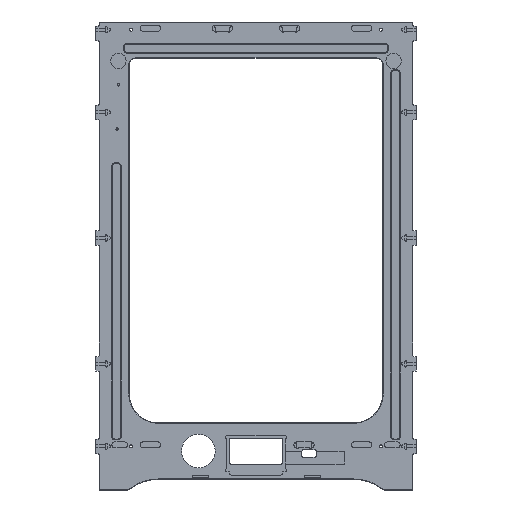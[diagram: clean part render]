
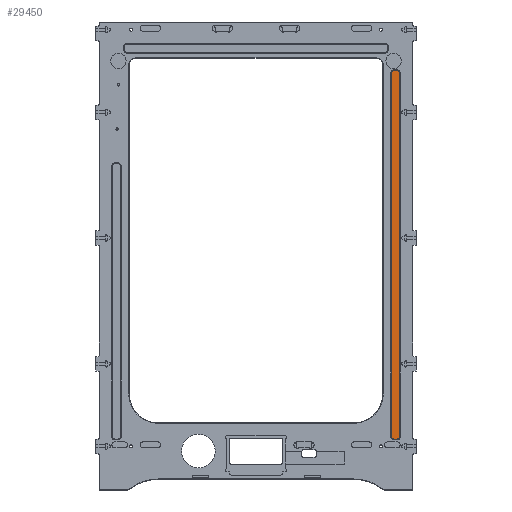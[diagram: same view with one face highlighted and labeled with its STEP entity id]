
A CAD part, top view. The second image highlights one B-rep face of the part: STEP entity #29450.
In plain terms, the highlighted planar face has unit normal (0, 0, 1).
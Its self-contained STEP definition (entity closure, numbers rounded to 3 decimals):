
#376 = LINE ( 'NONE', #31621, #16790 ) ;
#598 = VERTEX_POINT ( 'NONE', #21214 ) ;
#712 = ORIENTED_EDGE ( 'NONE', *, *, #5127, .T. ) ;
#1350 = DIRECTION ( 'NONE',  ( 0., 0., -1. ) ) ;
#1463 = CARTESIAN_POINT ( 'NONE',  ( 146.45, -187.9, -1. ) ) ;
#2420 = VERTEX_POINT ( 'NONE', #5185 ) ;
#4647 = AXIS2_PLACEMENT_3D ( 'NONE', #4887, #16996, #12264 ) ;
#4689 = ORIENTED_EDGE ( 'NONE', *, *, #13623, .F. ) ;
#4860 = CARTESIAN_POINT ( 'NONE',  ( 144.25, 193.098, -1. ) ) ;
#4887 = CARTESIAN_POINT ( 'NONE',  ( 144.25, 190., -1. ) ) ;
#4940 = VERTEX_POINT ( 'NONE', #19077 ) ;
#5127 = EDGE_CURVE ( 'NONE', #17834, #4940, #21820, .T. ) ;
#5185 = CARTESIAN_POINT ( 'NONE',  ( 141.152, -187.9, -1. ) ) ;
#5194 = EDGE_LOOP ( 'NONE', ( #712, #26791, #12567, #24722, #11045, #27330, #5457, #4689 ) ) ;
#5457 = ORIENTED_EDGE ( 'NONE', *, *, #30379, .F. ) ;
#5465 = DIRECTION ( 'NONE',  ( 1., 0., 0. ) ) ;
#5514 = AXIS2_PLACEMENT_3D ( 'NONE', #1463, #1350, #18330 ) ;
#5656 = VECTOR ( 'NONE', #26410, 1000. ) ;
#6155 = CARTESIAN_POINT ( 'NONE',  ( 146.45, 193.098, -1. ) ) ;
#7172 = DIRECTION ( 'NONE',  ( 0., 0., -1. ) ) ;
#8655 = EDGE_CURVE ( 'NONE', #25851, #4940, #10889, .T. ) ;
#9517 = AXIS2_PLACEMENT_3D ( 'NONE', #20796, #25485, #16127 ) ;
#9574 = CARTESIAN_POINT ( 'NONE',  ( 146.45, -187.9, -1. ) ) ;
#10515 = EDGE_CURVE ( 'NONE', #26259, #23772, #23216, .T. ) ;
#10889 = CIRCLE ( 'NONE', #9517, 3.098 ) ;
#11045 = ORIENTED_EDGE ( 'NONE', *, *, #28243, .F. ) ;
#11146 = CARTESIAN_POINT ( 'NONE',  ( 146.45, -190.998, -1. ) ) ;
#11709 = FACE_OUTER_BOUND ( 'NONE', #5194, .T. ) ;
#12264 = DIRECTION ( 'NONE',  ( -1., 0., 0. ) ) ;
#12511 = AXIS2_PLACEMENT_3D ( 'NONE', #14787, #7172, #26713 ) ;
#12567 = ORIENTED_EDGE ( 'NONE', *, *, #21534, .F. ) ;
#13623 = EDGE_CURVE ( 'NONE', #17834, #27034, #26471, .T. ) ;
#14787 = CARTESIAN_POINT ( 'NONE',  ( 144.25, -187.9, -1. ) ) ;
#15036 = CARTESIAN_POINT ( 'NONE',  ( 141.152, 190., -1. ) ) ;
#15477 = CARTESIAN_POINT ( 'NONE',  ( 149.548, -187.9, -1. ) ) ;
#16127 = DIRECTION ( 'NONE',  ( -1., 0., 0. ) ) ;
#16790 = VECTOR ( 'NONE', #5465, 1000. ) ;
#16996 = DIRECTION ( 'NONE',  ( 0., 0., -1. ) ) ;
#17210 = DIRECTION ( 'NONE',  ( -1., 0., 0. ) ) ;
#17307 = CARTESIAN_POINT ( 'NONE',  ( 146.45, -190.998, -1. ) ) ;
#17669 = DIRECTION ( 'NONE',  ( 0., 1., 0. ) ) ;
#17834 = VERTEX_POINT ( 'NONE', #15477 ) ;
#18330 = DIRECTION ( 'NONE',  ( -1., 0., 0. ) ) ;
#19077 = CARTESIAN_POINT ( 'NONE',  ( 149.548, 190., -1. ) ) ;
#19681 = LINE ( 'NONE', #17307, #24625 ) ;
#20796 = CARTESIAN_POINT ( 'NONE',  ( 146.45, 190., -1. ) ) ;
#21214 = CARTESIAN_POINT ( 'NONE',  ( 144.25, -190.998, -1. ) ) ;
#21454 = VECTOR ( 'NONE', #17669, 1000. ) ;
#21534 = EDGE_CURVE ( 'NONE', #23772, #25851, #376, .T. ) ;
#21820 = LINE ( 'NONE', #22469, #21454 ) ;
#21963 = CIRCLE ( 'NONE', #12511, 3.098 ) ;
#22469 = CARTESIAN_POINT ( 'NONE',  ( 149.548, -187.9, -1. ) ) ;
#23216 = CIRCLE ( 'NONE', #4647, 3.098 ) ;
#23639 = DIRECTION ( 'NONE',  ( 0., 0., 1. ) ) ;
#23772 = VERTEX_POINT ( 'NONE', #4860 ) ;
#24083 = EDGE_CURVE ( 'NONE', #598, #2420, #21963, .T. ) ;
#24625 = VECTOR ( 'NONE', #17210, 1000. ) ;
#24722 = ORIENTED_EDGE ( 'NONE', *, *, #10515, .F. ) ;
#25485 = DIRECTION ( 'NONE',  ( 0., 0., -1. ) ) ;
#25851 = VERTEX_POINT ( 'NONE', #6155 ) ;
#26259 = VERTEX_POINT ( 'NONE', #15036 ) ;
#26410 = DIRECTION ( 'NONE',  ( 0., 1., 0. ) ) ;
#26471 = CIRCLE ( 'NONE', #5514, 3.098 ) ;
#26713 = DIRECTION ( 'NONE',  ( -1., 0., 0. ) ) ;
#26791 = ORIENTED_EDGE ( 'NONE', *, *, #8655, .F. ) ;
#26935 = AXIS2_PLACEMENT_3D ( 'NONE', #9574, #23639, #28637 ) ;
#27034 = VERTEX_POINT ( 'NONE', #11146 ) ;
#27330 = ORIENTED_EDGE ( 'NONE', *, *, #24083, .F. ) ;
#27428 = LINE ( 'NONE', #31081, #5656 ) ;
#28243 = EDGE_CURVE ( 'NONE', #2420, #26259, #27428, .T. ) ;
#28637 = DIRECTION ( 'NONE',  ( 1., 0., 0. ) ) ;
#28878 = PLANE ( 'NONE',  #26935 ) ;
#29450 = ADVANCED_FACE ( 'NONE', ( #11709 ), #28878, .T. ) ;
#30379 = EDGE_CURVE ( 'NONE', #27034, #598, #19681, .T. ) ;
#31081 = CARTESIAN_POINT ( 'NONE',  ( 141.152, -187.9, -1. ) ) ;
#31621 = CARTESIAN_POINT ( 'NONE',  ( 144.25, 193.098, -1. ) ) ;
